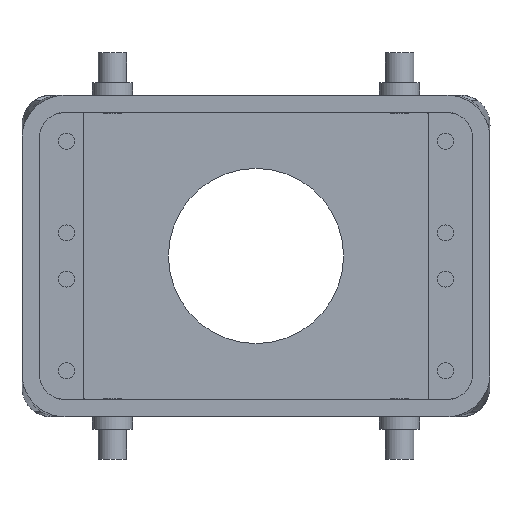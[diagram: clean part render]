
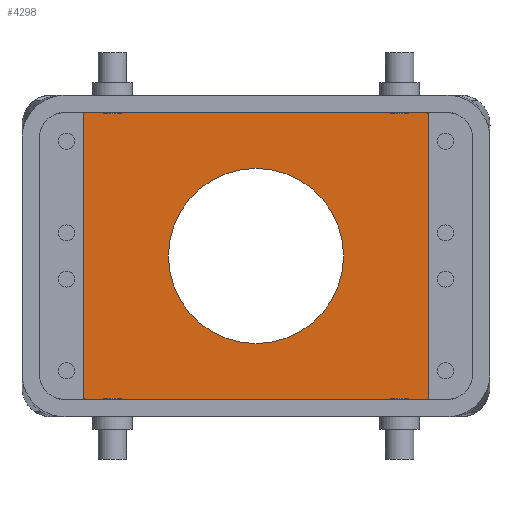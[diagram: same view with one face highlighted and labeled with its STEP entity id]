
A CAD part, front view. The second image highlights one B-rep face of the part: STEP entity #4298.
In plain terms, the highlighted planar face has unit normal (0, -1, 0).
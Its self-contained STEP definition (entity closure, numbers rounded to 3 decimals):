
#1236=DIRECTION('',(-1.,0.,0.));
#1237=VECTOR('',#1236,59.249);
#1238=CARTESIAN_POINT('',(29.625,29.85,25.));
#1239=LINE('',#1238,#1237);
#1378=CARTESIAN_POINT('',(29.625,29.85,25.));
#1379=CARTESIAN_POINT('',(29.76,29.85,25.));
#1380=CARTESIAN_POINT('',(29.928,29.85,24.899));
#1381=CARTESIAN_POINT('',(30.032,29.85,24.733));
#1382=CARTESIAN_POINT('',(30.032,29.85,24.598));
#1384=CARTESIAN_POINT('',(30.032,29.85,-24.598));
#1385=CARTESIAN_POINT('',(30.032,29.85,-24.733));
#1386=CARTESIAN_POINT('',(29.928,29.85,-24.899));
#1387=CARTESIAN_POINT('',(29.76,29.85,-25.));
#1388=CARTESIAN_POINT('',(29.625,29.85,-25.));
#1390=DIRECTION('',(-1.,0.,0.));
#1391=VECTOR('',#1390,59.249);
#1392=CARTESIAN_POINT('',(29.625,29.85,-25.));
#1393=LINE('',#1392,#1391);
#1394=CARTESIAN_POINT('',(-29.625,29.85,-25.));
#1395=CARTESIAN_POINT('',(-29.76,29.85,-25.));
#1396=CARTESIAN_POINT('',(-29.928,29.85,-24.899));
#1397=CARTESIAN_POINT('',(-30.032,29.85,-24.733));
#1398=CARTESIAN_POINT('',(-30.032,29.85,-24.598));
#1400=CARTESIAN_POINT('',(-30.032,29.85,24.598));
#1401=CARTESIAN_POINT('',(-30.032,29.85,24.733));
#1402=CARTESIAN_POINT('',(-29.928,29.85,24.899));
#1403=CARTESIAN_POINT('',(-29.76,29.85,25.));
#1404=CARTESIAN_POINT('',(-29.625,29.85,25.));
#1406=CARTESIAN_POINT('',(0.,29.85,0.));
#1407=DIRECTION('',(0.,-1.,0.));
#1408=DIRECTION('',(1.,0.,0.));
#1409=AXIS2_PLACEMENT_3D('',#1406,#1407,#1408);
#1411=CARTESIAN_POINT('',(0.,29.85,0.));
#1412=DIRECTION('',(0.,-1.,0.));
#1413=DIRECTION('',(-1.,0.,0.));
#1414=AXIS2_PLACEMENT_3D('',#1411,#1412,#1413);
#1428=DIRECTION('',(0.,0.,1.));
#1429=VECTOR('',#1428,49.196);
#1430=CARTESIAN_POINT('',(30.032,29.85,-24.598));
#1431=LINE('',#1430,#1429);
#1478=DIRECTION('',(0.,0.,-1.));
#1479=VECTOR('',#1478,49.196);
#1480=CARTESIAN_POINT('',(-30.032,29.85,24.598));
#1481=LINE('',#1480,#1479);
#2176=CARTESIAN_POINT('',(-29.625,29.85,-25.));
#2177=VERTEX_POINT('',#2176);
#2178=CARTESIAN_POINT('',(29.625,29.85,-25.));
#2179=VERTEX_POINT('',#2178);
#2376=CARTESIAN_POINT('',(15.25,29.85,0.));
#2377=VERTEX_POINT('',#2376);
#2378=CARTESIAN_POINT('',(-15.25,29.85,0.));
#2379=VERTEX_POINT('',#2378);
#2380=CARTESIAN_POINT('',(29.625,29.85,25.));
#2381=CARTESIAN_POINT('',(-29.625,29.85,25.));
#2382=VERTEX_POINT('',#2380);
#2383=VERTEX_POINT('',#2381);
#2384=VERTEX_POINT('',#1400);
#2385=CARTESIAN_POINT('',(-30.032,29.85,-24.598));
#2386=VERTEX_POINT('',#2385);
#2387=VERTEX_POINT('',#1384);
#2388=CARTESIAN_POINT('',(30.032,29.85,24.598));
#2389=VERTEX_POINT('',#2388);
#4272=CARTESIAN_POINT('',(0.,29.85,0.));
#4273=DIRECTION('',(0.,1.,0.));
#4274=DIRECTION('',(-1.,0.,0.));
#4275=AXIS2_PLACEMENT_3D('',#4272,#4273,#4274);
#4276=PLANE('',#4275);
#4277=ORIENTED_EDGE('',*,*,#4127,.F.);
#4279=ORIENTED_EDGE('',*,*,#4278,.T.);
#4281=ORIENTED_EDGE('',*,*,#4280,.F.);
#4282=ORIENTED_EDGE('',*,*,#4265,.T.);
#4283=ORIENTED_EDGE('',*,*,#4039,.T.);
#4285=ORIENTED_EDGE('',*,*,#4284,.T.);
#4287=ORIENTED_EDGE('',*,*,#4286,.F.);
#4289=ORIENTED_EDGE('',*,*,#4288,.T.);
#4290=EDGE_LOOP('',(#4277,#4279,#4281,#4282,#4283,#4285,#4287,#4289));
#4291=FACE_OUTER_BOUND('',#4290,.F.);
#4293=ORIENTED_EDGE('',*,*,#4292,.T.);
#4295=ORIENTED_EDGE('',*,*,#4294,.T.);
#4296=EDGE_LOOP('',(#4293,#4295));
#4297=FACE_BOUND('',#4296,.F.);
#4298=ADVANCED_FACE('',(#4291,#4297),#4276,.F.);
#1383=B_SPLINE_CURVE_WITH_KNOTS('',3,(#1378,#1379,#1380,#1381,#1382),
.UNSPECIFIED.,.F.,.F.,(4,1,4),(0.,0.5,1.),.UNSPECIFIED.);
#1389=B_SPLINE_CURVE_WITH_KNOTS('',3,(#1384,#1385,#1386,#1387,#1388),
.UNSPECIFIED.,.F.,.F.,(4,1,4),(0.,0.5,1.),.UNSPECIFIED.);
#1399=B_SPLINE_CURVE_WITH_KNOTS('',3,(#1394,#1395,#1396,#1397,#1398),
.UNSPECIFIED.,.F.,.F.,(4,1,4),(0.,0.5,1.),.UNSPECIFIED.);
#1405=B_SPLINE_CURVE_WITH_KNOTS('',3,(#1400,#1401,#1402,#1403,#1404),
.UNSPECIFIED.,.F.,.F.,(4,1,4),(0.,0.5,1.),.UNSPECIFIED.);
#1410=CIRCLE('',#1409,15.25);
#1415=CIRCLE('',#1414,15.25);
#4039=EDGE_CURVE('',#2179,#2177,#1393,.T.);
#4127=EDGE_CURVE('',#2382,#2383,#1239,.T.);
#4265=EDGE_CURVE('',#2387,#2179,#1389,.T.);
#4278=EDGE_CURVE('',#2382,#2389,#1383,.T.);
#4280=EDGE_CURVE('',#2387,#2389,#1431,.T.);
#4284=EDGE_CURVE('',#2177,#2386,#1399,.T.);
#4286=EDGE_CURVE('',#2384,#2386,#1481,.T.);
#4288=EDGE_CURVE('',#2384,#2383,#1405,.T.);
#4292=EDGE_CURVE('',#2377,#2379,#1410,.T.);
#4294=EDGE_CURVE('',#2379,#2377,#1415,.T.);
